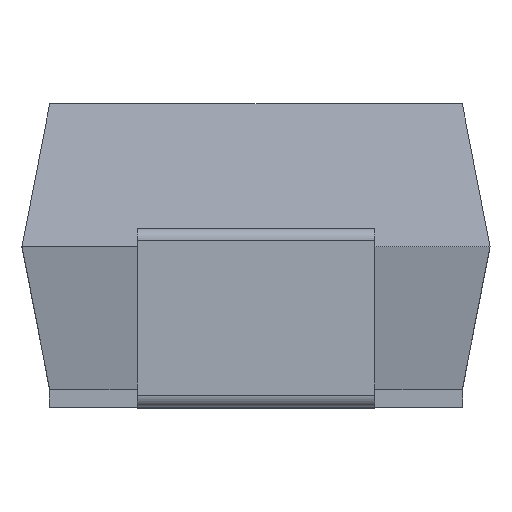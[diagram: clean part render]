
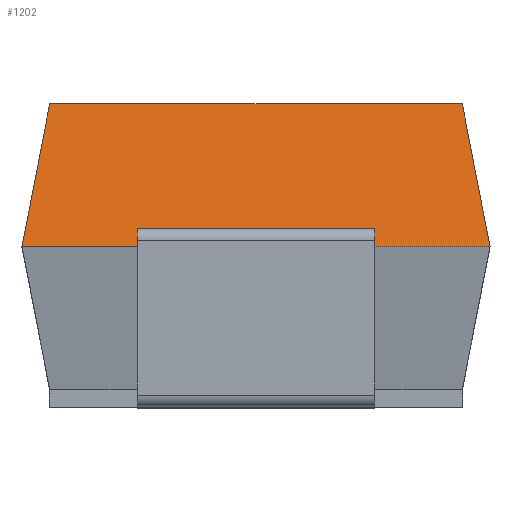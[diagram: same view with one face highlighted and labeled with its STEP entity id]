
A CAD part, top view. The second image highlights one B-rep face of the part: STEP entity #1202.
In plain terms, the highlighted planar face has unit normal (0, 0.191, 0.982).
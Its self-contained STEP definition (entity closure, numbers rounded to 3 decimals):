
#32 = CARTESIAN_POINT ( 'NONE',  ( 0., 1.2, 2.116 ) ) ;
#106 = DIRECTION ( 'NONE',  ( 0.187, -0.964, 0.187 ) ) ;
#645 = ORIENTED_EDGE ( 'NONE', *, *, #6686, .F. ) ;
#690 = DIRECTION ( 'NONE',  ( 1., 0., 0. ) ) ;
#716 = LINE ( 'NONE', #3224, #1971 ) ;
#775 = LINE ( 'NONE', #32, #4909 ) ;
#785 = DIRECTION ( 'NONE',  ( 0., 0.191, 0.982 ) ) ;
#1062 = VERTEX_POINT ( 'NONE', #6009 ) ;
#1082 = FACE_OUTER_BOUND ( 'NONE', #6847, .T. ) ;
#1140 = VERTEX_POINT ( 'NONE', #2537 ) ;
#1202 = ADVANCED_FACE ( 'NONE', ( #1082 ), #3824, .T. ) ;
#1226 = EDGE_CURVE ( 'NONE', #1388, #1491, #4751, .T. ) ;
#1315 = VECTOR ( 'NONE', #106, 1000. ) ;
#1388 = VERTEX_POINT ( 'NONE', #4696 ) ;
#1491 = VERTEX_POINT ( 'NONE', #4272 ) ;
#1900 = EDGE_CURVE ( 'NONE', #1062, #1140, #775, .T. ) ;
#1971 = VECTOR ( 'NONE', #5262, 1000. ) ;
#2537 = CARTESIAN_POINT ( 'NONE',  ( 1.735, 1.2, 2.116 ) ) ;
#2775 = ORIENTED_EDGE ( 'NONE', *, *, #1900, .F. ) ;
#3108 = VECTOR ( 'NONE', #6979, 1000. ) ;
#3125 = EDGE_CURVE ( 'NONE', #1062, #1388, #716, .T. ) ;
#3224 = CARTESIAN_POINT ( 'NONE',  ( -1.968, 0., 2.349 ) ) ;
#3497 = DIRECTION ( 'NONE',  ( 0., -0.982, 0.191 ) ) ;
#3824 = PLANE ( 'NONE',  #4291 ) ;
#4007 = CARTESIAN_POINT ( 'NONE',  ( -1.968, 0., 2.349 ) ) ;
#4192 = LINE ( 'NONE', #6848, #1315 ) ;
#4272 = CARTESIAN_POINT ( 'NONE',  ( 1.968, 0., 2.349 ) ) ;
#4291 = AXIS2_PLACEMENT_3D ( 'NONE', #4007, #785, #3497 ) ;
#4696 = CARTESIAN_POINT ( 'NONE',  ( -1.968, 0., 2.349 ) ) ;
#4751 = LINE ( 'NONE', #6464, #3108 ) ;
#4909 = VECTOR ( 'NONE', #690, 1000. ) ;
#5262 = DIRECTION ( 'NONE',  ( -0.187, -0.964, 0.187 ) ) ;
#6009 = CARTESIAN_POINT ( 'NONE',  ( -1.735, 1.2, 2.116 ) ) ;
#6263 = ORIENTED_EDGE ( 'NONE', *, *, #1226, .T. ) ;
#6425 = ORIENTED_EDGE ( 'NONE', *, *, #3125, .T. ) ;
#6464 = CARTESIAN_POINT ( 'NONE',  ( -1.968, 0., 2.349 ) ) ;
#6686 = EDGE_CURVE ( 'NONE', #1140, #1491, #4192, .T. ) ;
#6847 = EDGE_LOOP ( 'NONE', ( #6263, #645, #2775, #6425 ) ) ;
#6848 = CARTESIAN_POINT ( 'NONE',  ( 1.968, 0., 2.349 ) ) ;
#6979 = DIRECTION ( 'NONE',  ( 1., 0., 0. ) ) ;
